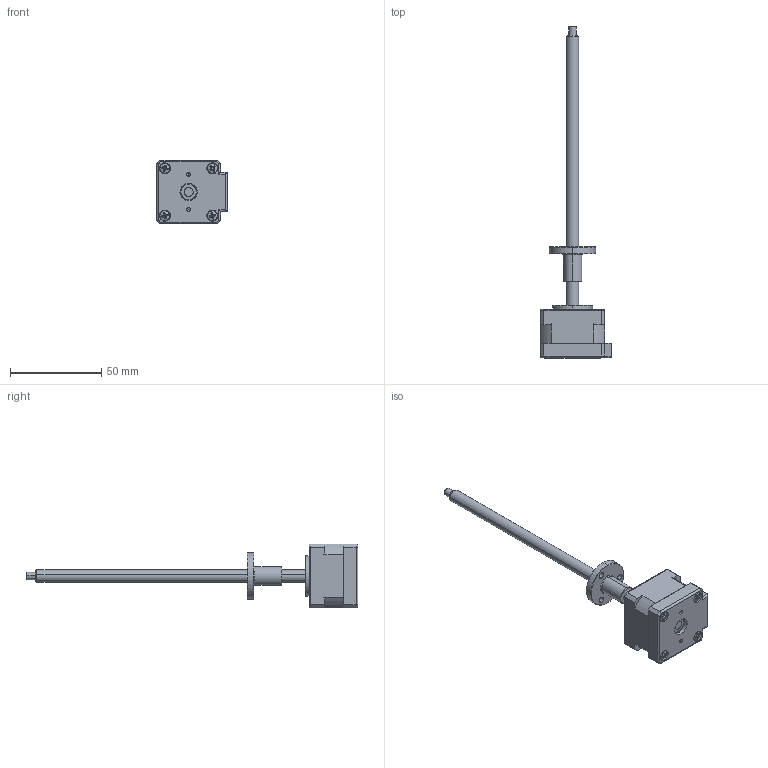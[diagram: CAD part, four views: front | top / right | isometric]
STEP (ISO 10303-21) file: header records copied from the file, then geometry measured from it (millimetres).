
FILE_DESCRIPTION (( 'STEP AP203' ), '1' );
FILE_NAME ('LE141S-T6503-150-AR1-S-100.STEP', '2018-08-10T07:24:09', ( '' ), ( '' ), 'SwSTEP 2.0', 'SolidWorks 2014', '' );
FILE_SCHEMA (( 'CONFIG_CONTROL_DESIGN' ));
Length unit declared in the file: millimetre
Products named in the file (1): LE141S-T6503-150-AR1-S-100
Bounding box: 38.7 x 181.75 x 35 mm (x, y, z)
Surface area: 12726.2 mm2 (no closed solid volume)
Topology: 0 solids, 24 shells, 269 faces, 809 edges, 543 vertices
Faces by surface type: cylinder 96, plane 92, cone 59, torus 14, sphere 8
Entity records: 9511 total; most frequent: CARTESIAN_POINT 2242, DIRECTION 1557, ORIENTED_EDGE 1352, EDGE_CURVE 805, AXIS2_PLACEMENT_3D 598, VERTEX_POINT 543, LINE 361, VECTOR 361
